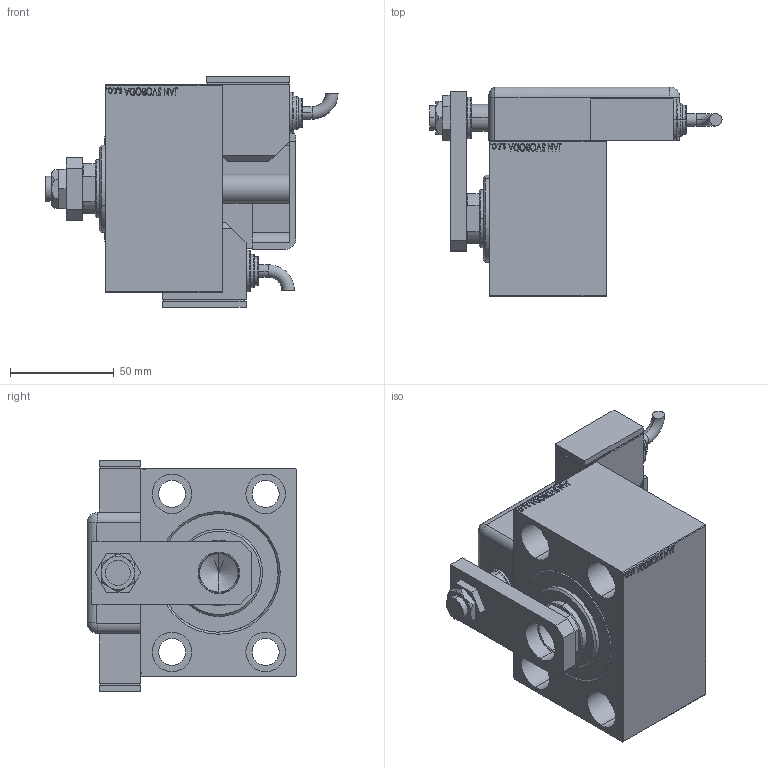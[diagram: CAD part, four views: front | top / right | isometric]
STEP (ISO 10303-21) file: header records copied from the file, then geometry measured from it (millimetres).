
FILE_DESCRIPTION (( 'STEP AP203' ), '1' );
FILE_NAME ('d7f1.STEP', '2021-11-02T00:04:02', ( '' ), ( '' ), 'SwSTEP 2.0', 'SolidWorks 2019', '' );
FILE_SCHEMA (( 'CONFIG_CONTROL_DESIGN' ));
Length unit declared in the file: millimetre
Products named in the file (13): NUT_D13 51da73dd7e28c9a8474ec2e52933deee; SWITCH_Q_FRONT_BACK 51da73dd7e28c9a8474ec2e52933deee; V450CM_C_VCP 51da73dd7e28c9a8474ec2e52933deee; SWITCH DIM A_G 51da73dd7e28c9a8474ec2e52933deee; NUT_D19 51da73dd7e28c9a8474ec2e52933deee; V450CM_C 51da73dd7e28c9a8474ec2e52933deee; SWITCH Q 51da73dd7e28c9a8474ec2e52933deee; d7f1; V450CM_VC_B 51da73dd7e28c9a8474ec2e52933deee; ZARAZKA_Q 51da73dd7e28c9a8474ec2e52933deee; KRYT 51da73dd7e28c9a8474ec2e52933deee; TYC 51da73dd7e28c9a8474ec2e52933deee; MAGNETIC SWITCH Q 51da73dd7e28c9a8474ec2e52933deee
Assembly tree (13 placements, depth 3):
  d7f1
    V450CM_C 51da73dd7e28c9a8474ec2e52933deee
    V450CM_C_VCP 51da73dd7e28c9a8474ec2e52933deee
    V450CM_VC_B 51da73dd7e28c9a8474ec2e52933deee
    MAGNETIC SWITCH Q 51da73dd7e28c9a8474ec2e52933deee
      SWITCH_Q_FRONT_BACK 51da73dd7e28c9a8474ec2e52933deee
      TYC 51da73dd7e28c9a8474ec2e52933deee
      ZARAZKA_Q 51da73dd7e28c9a8474ec2e52933deee
      SWITCH DIM A_G 51da73dd7e28c9a8474ec2e52933deee
      NUT_D19 51da73dd7e28c9a8474ec2e52933deee
      NUT_D13 51da73dd7e28c9a8474ec2e52933deee
      KRYT 51da73dd7e28c9a8474ec2e52933deee
      SWITCH Q 51da73dd7e28c9a8474ec2e52933deee  x2
Bounding box: 140.46 x 100.8 x 111 mm (x, y, z)
Volume: 498223.2 mm3; surface area: 126921.6 mm2
Topology: 13 solids, 13 shells, 1241 faces, 3150 edges, 2080 vertices
Faces by surface type: plane 613, bspline 471, cylinder 111, cone 22, torus 22, sphere 2
Entity records: 59630 total; most frequent: CARTESIAN_POINT 32177, ORIENTED_EDGE 6104, DIRECTION 3841, EDGE_CURVE 3052, VERTEX_POINT 2020, VECTOR 1821, LINE 1821, EDGE_LOOP 1370
